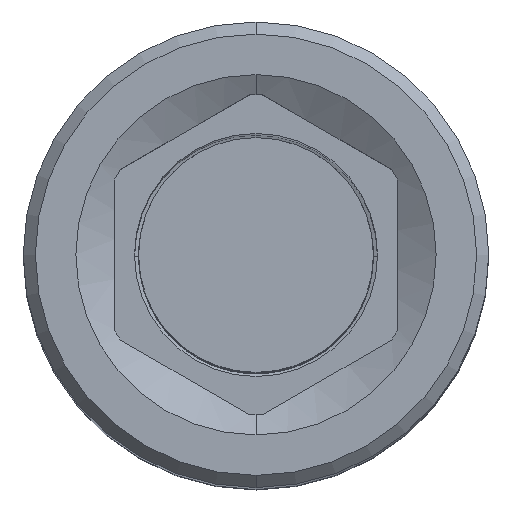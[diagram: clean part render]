
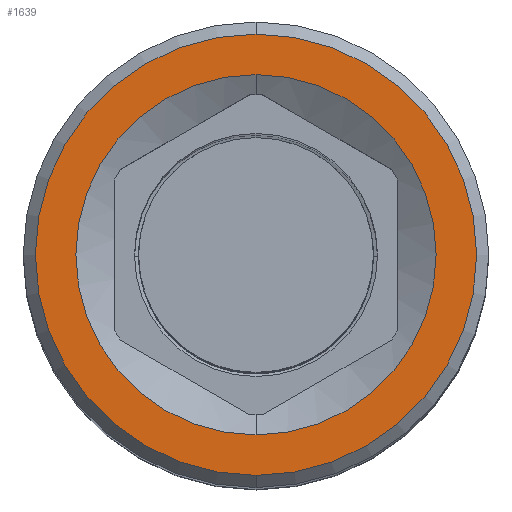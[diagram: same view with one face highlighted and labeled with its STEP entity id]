
A CAD part, top view. The second image highlights one B-rep face of the part: STEP entity #1639.
In plain terms, the highlighted planar face has unit normal (0, 0, 1).
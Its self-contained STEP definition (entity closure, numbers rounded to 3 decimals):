
#257=CARTESIAN_POINT('',(0.,0.,100.));
#258=DIRECTION('',(0.,0.,-1.));
#259=DIRECTION('',(0.,1.,0.));
#260=AXIS2_PLACEMENT_3D('',#257,#258,#259);
#262=CARTESIAN_POINT('',(0.,0.,100.));
#263=DIRECTION('',(0.,0.,-1.));
#264=DIRECTION('',(0.,-1.,0.));
#265=AXIS2_PLACEMENT_3D('',#262,#263,#264);
#267=CARTESIAN_POINT('',(0.,0.,100.));
#268=DIRECTION('',(0.,0.,1.));
#269=DIRECTION('',(0.,-1.,0.));
#270=AXIS2_PLACEMENT_3D('',#267,#268,#269);
#272=CARTESIAN_POINT('',(0.,0.,100.));
#273=DIRECTION('',(0.,0.,1.));
#274=DIRECTION('',(0.,1.,0.));
#275=AXIS2_PLACEMENT_3D('',#272,#273,#274);
#1230=CARTESIAN_POINT('',(0.,4.45,100.));
#1231=CARTESIAN_POINT('',(0.,-4.45,100.));
#1232=VERTEX_POINT('',#1230);
#1233=VERTEX_POINT('',#1231);
#1234=CARTESIAN_POINT('',(0.,-5.45,100.));
#1235=CARTESIAN_POINT('',(0.,5.45,100.));
#1236=VERTEX_POINT('',#1234);
#1237=VERTEX_POINT('',#1235);
#1624=CARTESIAN_POINT('',(0.,0.,100.));
#1625=DIRECTION('',(0.,0.,1.));
#1626=DIRECTION('',(0.,1.,0.));
#1627=AXIS2_PLACEMENT_3D('',#1624,#1625,#1626);
#1628=PLANE('',#1627);
#1630=ORIENTED_EDGE('',*,*,#1629,.F.);
#1632=ORIENTED_EDGE('',*,*,#1631,.F.);
#1633=EDGE_LOOP('',(#1630,#1632));
#1634=FACE_OUTER_BOUND('',#1633,.F.);
#1635=ORIENTED_EDGE('',*,*,#1514,.F.);
#1636=ORIENTED_EDGE('',*,*,#1405,.F.);
#1637=EDGE_LOOP('',(#1635,#1636));
#1638=FACE_BOUND('',#1637,.F.);
#1639=ADVANCED_FACE('',(#1634,#1638),#1628,.T.);
#261=CIRCLE('',#260,4.45);
#266=CIRCLE('',#265,4.45);
#271=CIRCLE('',#270,5.45);
#276=CIRCLE('',#275,5.45);
#1405=EDGE_CURVE('',#1233,#1232,#266,.T.);
#1514=EDGE_CURVE('',#1232,#1233,#261,.T.);
#1629=EDGE_CURVE('',#1236,#1237,#271,.T.);
#1631=EDGE_CURVE('',#1237,#1236,#276,.T.);
